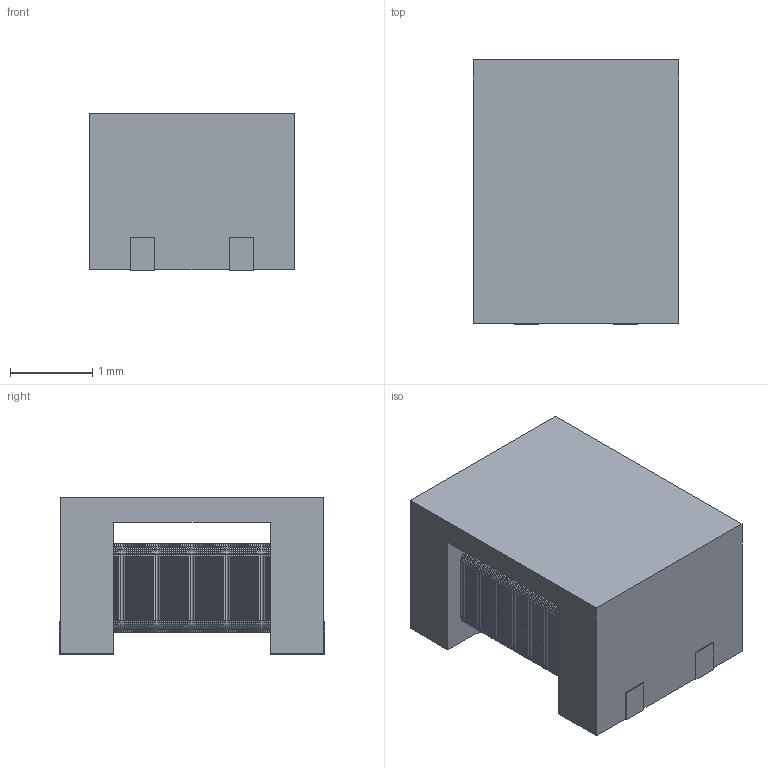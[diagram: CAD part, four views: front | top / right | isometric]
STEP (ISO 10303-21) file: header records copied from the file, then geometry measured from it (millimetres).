
FILE_DESCRIPTION (( 'STEP AP203' ), '1' );
FILE_NAME ('User Library-ACP3225-1.STEP', '2021-02-16T10:40:49', ( '' ), ( '' ), 'SwSTEP 2.0', 'SolidWorks 2020', '' );
FILE_SCHEMA (( 'CONFIG_CONTROL_DESIGN' ));
Length unit declared in the file: millimetre
Products named in the file (4): carretel; User Library-ACP3225-1; Case; enrolamento
Assembly tree (78 placements, depth 2):
  User Library-ACP3225-1
    enrolamento  x76
    carretel
    Case
Bounding box: 2.5 x 3.22 x 1.91 mm (x, y, z)
Volume: 11.6 mm3; surface area: 90.5 mm2
Topology: 78 solids, 78 shells, 1260 faces, 3160 edges, 1904 vertices
Faces by surface type: cylinder 612, bspline 608, plane 40
Entity records: 4766 total; most frequent: CARTESIAN_POINT 525, DIRECTION 466, ORIENTED_EDGE 320, LOCAL_TIME 176, COORDINATED_UNIVERSAL_TIME_OFFSET 176, DATE_AND_TIME 176, CALENDAR_DATE 176, AXIS2_PLACEMENT_3D 173
